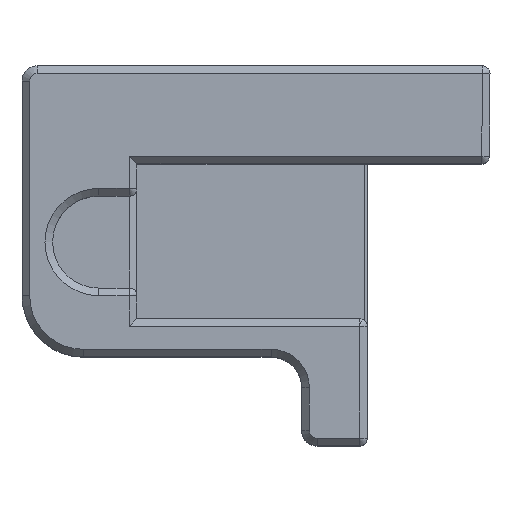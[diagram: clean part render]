
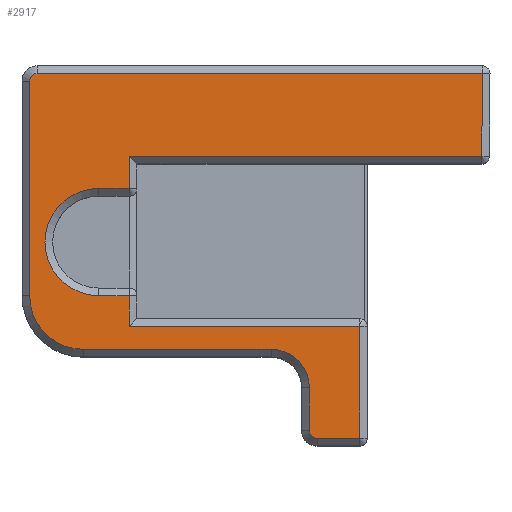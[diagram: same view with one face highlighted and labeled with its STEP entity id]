
A CAD part, top view. The second image highlights one B-rep face of the part: STEP entity #2917.
In plain terms, the highlighted planar face has unit normal (0, 0, 1).
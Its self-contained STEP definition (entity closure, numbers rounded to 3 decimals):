
#122=PLANE('',#3166);
#176=CIRCLE('',#3097,7.);
#178=CIRCLE('',#3102,5.);
#180=CIRCLE('',#3105,1.);
#182=CIRCLE('',#3110,1.);
#187=CIRCLE('',#3125,7.);
#451=FACE_OUTER_BOUND('',#653,.T.);
#653=EDGE_LOOP('',(#2237,#2238,#2239,#2240,#2241,#2242,#2243,#2244,#2245,
#2246,#2247,#2248,#2249,#2250,#2251,#2252,#2253,#2254));
#837=LINE('',#4762,#1046);
#843=LINE('',#4773,#1052);
#846=LINE('',#4778,#1055);
#850=LINE('',#4792,#1059);
#852=LINE('',#4796,#1061);
#858=LINE('',#4816,#1067);
#860=LINE('',#4820,#1069);
#866=LINE('',#4834,#1075);
#868=LINE('',#4839,#1077);
#871=LINE('',#4850,#1080);
#877=LINE('',#4860,#1086);
#879=LINE('',#4869,#1088);
#883=LINE('',#4880,#1092);
#1046=VECTOR('',#3525,10.);
#1052=VECTOR('',#3533,10.);
#1055=VECTOR('',#3538,10.);
#1059=VECTOR('',#3550,10.);
#1061=VECTOR('',#3554,10.);
#1067=VECTOR('',#3574,10.);
#1069=VECTOR('',#3578,10.);
#1075=VECTOR('',#3592,10.);
#1077=VECTOR('',#3596,10.);
#1080=VECTOR('',#3609,10.);
#1086=VECTOR('',#3617,10.);
#1088=VECTOR('',#3629,10.);
#1092=VECTOR('',#3641,10.);
#1323=VERTEX_POINT('',#4760);
#1324=VERTEX_POINT('',#4761);
#1328=VERTEX_POINT('',#4771);
#1329=VERTEX_POINT('',#4775);
#1330=VERTEX_POINT('',#4780);
#1333=VERTEX_POINT('',#4785);
#1335=VERTEX_POINT('',#4790);
#1336=VERTEX_POINT('',#4795);
#1339=VERTEX_POINT('',#4803);
#1340=VERTEX_POINT('',#4807);
#1343=VERTEX_POINT('',#4814);
#1344=VERTEX_POINT('',#4819);
#1347=VERTEX_POINT('',#4827);
#1350=VERTEX_POINT('',#4838);
#1352=VERTEX_POINT('',#4848);
#1353=VERTEX_POINT('',#4849);
#1358=VERTEX_POINT('',#4868);
#1360=VERTEX_POINT('',#4874);
#1602=EDGE_CURVE('',#1323,#1324,#837,.T.);
#1608=EDGE_CURVE('',#1328,#1323,#843,.T.);
#1611=EDGE_CURVE('',#1324,#1329,#846,.T.);
#1615=EDGE_CURVE('',#1333,#1330,#176,.T.);
#1617=EDGE_CURVE('',#1335,#1333,#850,.T.);
#1619=EDGE_CURVE('',#1330,#1336,#852,.T.);
#1624=EDGE_CURVE('',#1339,#1335,#178,.T.);
#1627=EDGE_CURVE('',#1336,#1340,#180,.T.);
#1629=EDGE_CURVE('',#1343,#1339,#858,.T.);
#1631=EDGE_CURVE('',#1340,#1344,#860,.T.);
#1636=EDGE_CURVE('',#1347,#1343,#182,.T.);
#1639=EDGE_CURVE('',#1329,#1347,#866,.T.);
#1641=EDGE_CURVE('',#1344,#1350,#868,.T.);
#1646=EDGE_CURVE('',#1352,#1353,#871,.T.);
#1652=EDGE_CURVE('',#1350,#1352,#877,.T.);
#1656=EDGE_CURVE('',#1353,#1358,#879,.T.);
#1659=EDGE_CURVE('',#1358,#1360,#187,.T.);
#1662=EDGE_CURVE('',#1360,#1328,#883,.T.);
#2237=ORIENTED_EDGE('',*,*,#1646,.F.);
#2238=ORIENTED_EDGE('',*,*,#1652,.F.);
#2239=ORIENTED_EDGE('',*,*,#1641,.F.);
#2240=ORIENTED_EDGE('',*,*,#1631,.F.);
#2241=ORIENTED_EDGE('',*,*,#1627,.F.);
#2242=ORIENTED_EDGE('',*,*,#1619,.F.);
#2243=ORIENTED_EDGE('',*,*,#1615,.F.);
#2244=ORIENTED_EDGE('',*,*,#1617,.F.);
#2245=ORIENTED_EDGE('',*,*,#1624,.F.);
#2246=ORIENTED_EDGE('',*,*,#1629,.F.);
#2247=ORIENTED_EDGE('',*,*,#1636,.F.);
#2248=ORIENTED_EDGE('',*,*,#1639,.F.);
#2249=ORIENTED_EDGE('',*,*,#1611,.F.);
#2250=ORIENTED_EDGE('',*,*,#1602,.F.);
#2251=ORIENTED_EDGE('',*,*,#1608,.F.);
#2252=ORIENTED_EDGE('',*,*,#1662,.F.);
#2253=ORIENTED_EDGE('',*,*,#1659,.F.);
#2254=ORIENTED_EDGE('',*,*,#1656,.F.);
#2917=ADVANCED_FACE('',(#451),#122,.T.);
#3097=AXIS2_PLACEMENT_3D('',#4787,#3545,#3546);
#3102=AXIS2_PLACEMENT_3D('',#4805,#3562,#3563);
#3105=AXIS2_PLACEMENT_3D('',#4811,#3569,#3570);
#3110=AXIS2_PLACEMENT_3D('',#4829,#3586,#3587);
#3125=AXIS2_PLACEMENT_3D('',#4875,#3634,#3635);
#3166=AXIS2_PLACEMENT_3D('',#4993,#3745,#3746);
#3525=DIRECTION('',(1.,0.,0.));
#3533=DIRECTION('',(0.,-1.,0.));
#3538=DIRECTION('',(0.,-1.,0.));
#3545=DIRECTION('center_axis',(0.,0.,-1.));
#3546=DIRECTION('ref_axis',(-0.707,-0.707,0.));
#3550=DIRECTION('',(-1.,0.,0.));
#3554=DIRECTION('',(0.,1.,0.));
#3562=DIRECTION('center_axis',(0.,0.,1.));
#3563=DIRECTION('ref_axis',(0.707,0.707,0.));
#3569=DIRECTION('center_axis',(0.,0.,-1.));
#3570=DIRECTION('ref_axis',(-0.707,0.707,0.));
#3574=DIRECTION('',(0.,1.,0.));
#3578=DIRECTION('',(1.,0.,0.));
#3586=DIRECTION('center_axis',(0.,0.,-1.));
#3587=DIRECTION('ref_axis',(-0.707,-0.707,0.));
#3592=DIRECTION('',(-1.,0.,0.));
#3596=DIRECTION('',(-0.006,-1.,0.));
#3609=DIRECTION('',(0.,-1.,0.));
#3617=DIRECTION('',(-1.,0.,0.));
#3629=DIRECTION('',(-1.,0.,0.));
#3634=DIRECTION('center_axis',(0.,0.,1.));
#3635=DIRECTION('ref_axis',(-1.,0.,0.));
#3641=DIRECTION('',(1.,0.,0.));
#3745=DIRECTION('center_axis',(0.,0.,1.));
#3746=DIRECTION('ref_axis',(1.,0.,0.));
#4760=CARTESIAN_POINT('',(-144.8,-2.488,86.439));
#4761=CARTESIAN_POINT('',(-114.75,-2.488,86.439));
#4762=CARTESIAN_POINT('',(-107.55,-2.488,86.439));
#4771=CARTESIAN_POINT('',(-144.8,1.512,86.439));
#4773=CARTESIAN_POINT('',(-144.8,12.662,86.439));
#4775=CARTESIAN_POINT('',(-114.75,-17.088,86.439));
#4778=CARTESIAN_POINT('',(-114.75,2.662,86.439));
#4780=CARTESIAN_POINT('',(-157.8,1.512,86.439));
#4785=CARTESIAN_POINT('',(-150.8,-5.488,86.439));
#4787=CARTESIAN_POINT('Origin',(-150.8,1.512,86.439));
#4790=CARTESIAN_POINT('',(-126.3,-5.488,86.439));
#4792=CARTESIAN_POINT('',(-96.8,-5.488,86.439));
#4795=CARTESIAN_POINT('',(-157.8,29.512,86.439));
#4796=CARTESIAN_POINT('',(-157.8,0.112,86.439));
#4803=CARTESIAN_POINT('',(-121.3,-10.488,86.439));
#4805=CARTESIAN_POINT('Origin',(-126.3,-10.488,86.439));
#4807=CARTESIAN_POINT('',(-156.8,30.512,86.439));
#4811=CARTESIAN_POINT('Origin',(-156.8,29.512,86.439));
#4814=CARTESIAN_POINT('',(-121.3,-16.088,86.439));
#4816=CARTESIAN_POINT('',(-121.3,-5.688,86.439));
#4819=CARTESIAN_POINT('',(-98.724,30.512,86.439));
#4820=CARTESIAN_POINT('',(-115.05,30.512,86.439));
#4827=CARTESIAN_POINT('',(-120.3,-17.088,86.439));
#4829=CARTESIAN_POINT('Origin',(-120.3,-16.088,86.439));
#4834=CARTESIAN_POINT('',(-92.525,-17.088,86.439));
#4838=CARTESIAN_POINT('',(-98.793,19.712,86.439));
#4839=CARTESIAN_POINT('',(-98.796,19.203,86.439));
#4848=CARTESIAN_POINT('',(-144.8,19.712,86.439));
#4849=CARTESIAN_POINT('',(-144.8,15.512,86.439));
#4850=CARTESIAN_POINT('',(-144.8,12.662,86.439));
#4860=CARTESIAN_POINT('',(-84.55,19.712,86.439));
#4868=CARTESIAN_POINT('',(-148.8,15.512,86.439));
#4869=CARTESIAN_POINT('',(-110.05,15.512,86.439));
#4874=CARTESIAN_POINT('',(-148.8,1.512,86.439));
#4875=CARTESIAN_POINT('Origin',(-148.8,8.512,86.439));
#4880=CARTESIAN_POINT('',(-107.55,1.512,86.439));
#4993=CARTESIAN_POINT('Origin',(-71.3,6.712,86.439));
